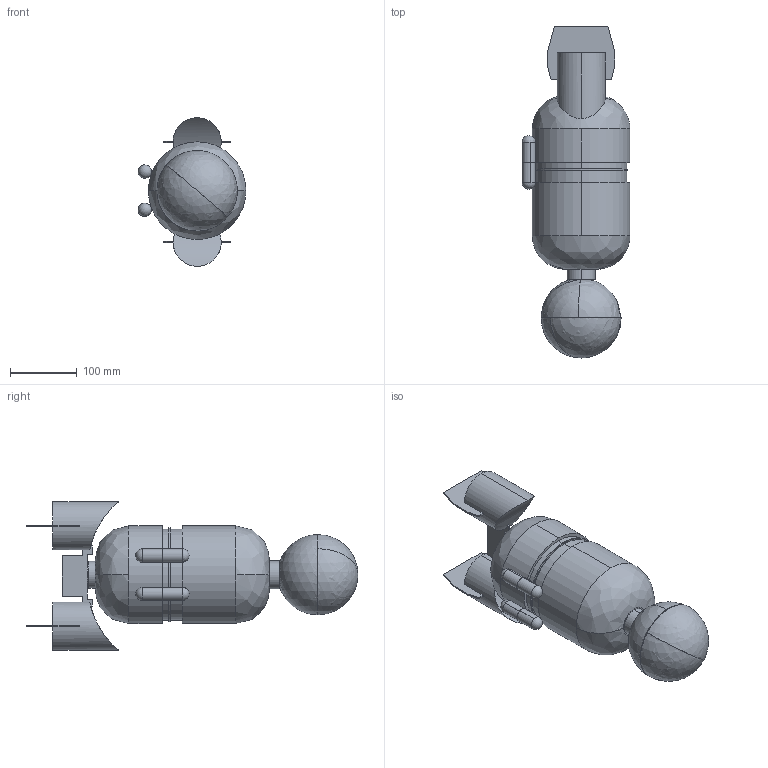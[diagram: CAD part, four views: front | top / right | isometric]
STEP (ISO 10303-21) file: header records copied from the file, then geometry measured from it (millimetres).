
FILE_DESCRIPTION(('2.2 Model s1 "space ship" : Validation Properties, Associative Text and Ex-ternal References'),'2;1');
FILE_NAME('s1-in-214.stp','2000-10-11T15:22:07',('boguesm'),('Autodesk'),'Autodesk Inventor (tm) 4.0','Autodesk Inventor (tm) 4.0','');
FILE_SCHEMA(('AUTOMOTIVE_DESIGN { 1 2 10303 214 0 1 1 1 }'));
Length unit declared in the file: centimetre
Products named in the file (13): s1; foot; foot_back; foot_front; head; head_back; head_front; mainbody; mainbody_front; main_body_back; tail; tail_middle_part; tail_turbine
Assembly tree (14 placements, depth 3):
  s1
    foot  x2
      foot_back
      foot_front
    head
      head_back
      head_front
    mainbody
      mainbody_front
      main_body_back
    tail
      tail_middle_part
      tail_turbine  x2
Bounding box: 161.46 x 496.39 x 222 mm (x, y, z)
Volume: 5396006.2 mm3; surface area: 386320.5 mm2
Topology: 11 solids, 11 shells, 146 faces, 376 edges, 238 vertices
Faces by surface type: plane 78, cylinder 46, sphere 14, bspline 8
Entity records: 3847 total; most frequent: CARTESIAN_POINT 957, DIRECTION 610, ORIENTED_EDGE 484, AXIS2_PLACEMENT_3D 243, EDGE_CURVE 242, VERTEX_POINT 162, VECTOR 124, LINE 124
